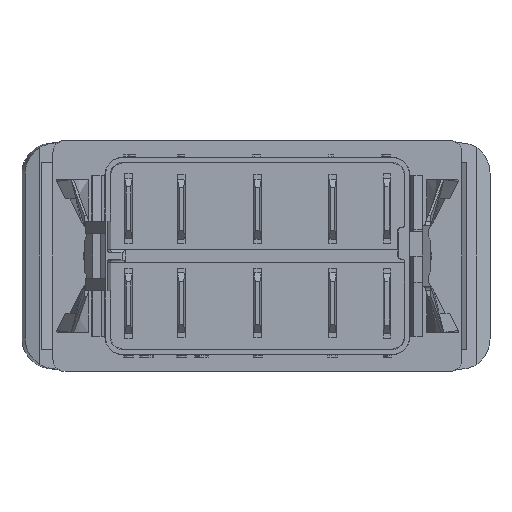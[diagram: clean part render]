
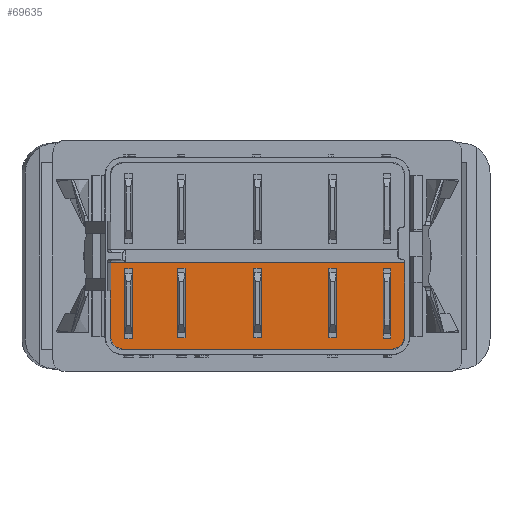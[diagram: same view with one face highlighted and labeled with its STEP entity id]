
A CAD part, front view. The second image highlights one B-rep face of the part: STEP entity #69635.
In plain terms, the highlighted planar face has unit normal (0, -1, 0).
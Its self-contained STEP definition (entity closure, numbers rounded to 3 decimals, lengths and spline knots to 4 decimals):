
#22397=DIRECTION('',(1.,0.,0.));
#22398=VECTOR('',#22397,1.1104);
#22399=CARTESIAN_POINT('',(-0.5552,-0.595,-0.3872));
#22400=LINE('',#22399,#22398);
#22401=DIRECTION('',(0.,0.,-1.));
#22402=VECTOR('',#22401,0.3072);
#22403=CARTESIAN_POINT('',(-0.6102,-0.595,-0.025));
#22404=LINE('',#22403,#22402);
#22405=DIRECTION('',(1.,0.,0.));
#22406=VECTOR('',#22405,1.2203);
#22407=CARTESIAN_POINT('',(-0.6102,-0.595,-0.025));
#22408=LINE('',#22407,#22406);
#22409=DIRECTION('',(0.,0.,1.));
#22410=VECTOR('',#22409,0.3072);
#22411=CARTESIAN_POINT('',(0.6102,-0.595,-0.3322));
#22412=LINE('',#22411,#22410);
#22413=DIRECTION('',(0.,0.,1.));
#22414=VECTOR('',#22413,0.29);
#22415=CARTESIAN_POINT('',(-0.015,-0.595,-0.34));
#22416=LINE('',#22415,#22414);
#22417=DIRECTION('',(-1.,0.,0.));
#22418=VECTOR('',#22417,0.031);
#22419=CARTESIAN_POINT('',(0.016,-0.595,-0.34));
#22420=LINE('',#22419,#22418);
#22421=DIRECTION('',(0.,0.,1.));
#22422=VECTOR('',#22421,0.29);
#22423=CARTESIAN_POINT('',(0.016,-0.595,-0.34));
#22424=LINE('',#22423,#22422);
#22425=DIRECTION('',(-1.,0.,0.));
#22426=VECTOR('',#22425,0.031);
#22427=CARTESIAN_POINT('',(0.016,-0.595,-0.05));
#22428=LINE('',#22427,#22426);
#22429=DIRECTION('',(0.,0.,1.));
#22430=VECTOR('',#22429,0.29);
#22431=CARTESIAN_POINT('',(0.297,-0.595,-0.34));
#22432=LINE('',#22431,#22430);
#22433=DIRECTION('',(-1.,0.,0.));
#22434=VECTOR('',#22433,0.031);
#22435=CARTESIAN_POINT('',(0.328,-0.595,-0.34));
#22436=LINE('',#22435,#22434);
#22437=DIRECTION('',(0.,0.,1.));
#22438=VECTOR('',#22437,0.29);
#22439=CARTESIAN_POINT('',(0.328,-0.595,-0.34));
#22440=LINE('',#22439,#22438);
#22441=DIRECTION('',(-1.,0.,0.));
#22442=VECTOR('',#22441,0.031);
#22443=CARTESIAN_POINT('',(0.328,-0.595,-0.05));
#22444=LINE('',#22443,#22442);
#22445=DIRECTION('',(0.,0.,-1.));
#22446=VECTOR('',#22445,0.29);
#22447=CARTESIAN_POINT('',(-0.301,-0.595,-0.05));
#22448=LINE('',#22447,#22446);
#22449=DIRECTION('',(1.,0.,0.));
#22450=VECTOR('',#22449,0.031);
#22451=CARTESIAN_POINT('',(-0.332,-0.595,-0.05));
#22452=LINE('',#22451,#22450);
#22453=DIRECTION('',(0.,0.,-1.));
#22454=VECTOR('',#22453,0.29);
#22455=CARTESIAN_POINT('',(-0.332,-0.595,-0.05));
#22456=LINE('',#22455,#22454);
#22457=DIRECTION('',(1.,0.,0.));
#22458=VECTOR('',#22457,0.031);
#22459=CARTESIAN_POINT('',(-0.332,-0.595,-0.34));
#22460=LINE('',#22459,#22458);
#22461=DIRECTION('',(0.,0.,-1.));
#22462=VECTOR('',#22461,0.29);
#22463=CARTESIAN_POINT('',(0.5535,-0.595,-0.052));
#22464=LINE('',#22463,#22462);
#22465=DIRECTION('',(-1.,0.,0.));
#22466=VECTOR('',#22465,0.031);
#22467=CARTESIAN_POINT('',(0.5535,-0.595,-0.052));
#22468=LINE('',#22467,#22466);
#22469=DIRECTION('',(0.,0.,-1.));
#22470=VECTOR('',#22469,0.29);
#22471=CARTESIAN_POINT('',(0.5225,-0.595,-0.052));
#22472=LINE('',#22471,#22470);
#22473=DIRECTION('',(1.,0.,0.));
#22474=VECTOR('',#22473,0.031);
#22475=CARTESIAN_POINT('',(0.5225,-0.595,-0.342));
#22476=LINE('',#22475,#22474);
#22477=DIRECTION('',(0.,0.,-1.));
#22478=VECTOR('',#22477,0.29);
#22479=CARTESIAN_POINT('',(-0.5205,-0.595,-0.053));
#22480=LINE('',#22479,#22478);
#22481=DIRECTION('',(-1.,0.,0.));
#22482=VECTOR('',#22481,0.031);
#22483=CARTESIAN_POINT('',(-0.5205,-0.595,-0.053));
#22484=LINE('',#22483,#22482);
#22485=DIRECTION('',(0.,0.,-1.));
#22486=VECTOR('',#22485,0.29);
#22487=CARTESIAN_POINT('',(-0.5515,-0.595,-0.053));
#22488=LINE('',#22487,#22486);
#22489=DIRECTION('',(1.,0.,0.));
#22490=VECTOR('',#22489,0.031);
#22491=CARTESIAN_POINT('',(-0.5515,-0.595,-0.343));
#22492=LINE('',#22491,#22490);
#22509=CARTESIAN_POINT('',(0.5552,-0.595,-0.3872));
#22510=CARTESIAN_POINT('',(0.5644,-0.595,-0.3872));
#22511=CARTESIAN_POINT('',(0.5787,-0.595,-0.3832));
#22512=CARTESIAN_POINT('',(0.5949,-0.595,-0.3719));
#22513=CARTESIAN_POINT('',(0.6062,-0.595,-0.3557));
#22514=CARTESIAN_POINT('',(0.6102,-0.595,-0.3414));
#22515=CARTESIAN_POINT('',(0.6102,-0.595,-0.3322));
#22533=CARTESIAN_POINT('',(-0.6102,-0.595,-0.3322));
#22534=CARTESIAN_POINT('',(-0.6102,-0.595,-0.3414));
#22535=CARTESIAN_POINT('',(-0.6062,-0.595,-0.3557));
#22536=CARTESIAN_POINT('',(-0.5949,-0.595,-0.3719));
#22537=CARTESIAN_POINT('',(-0.5787,-0.595,-0.3832));
#22538=CARTESIAN_POINT('',(-0.5644,-0.595,-0.3872));
#22539=CARTESIAN_POINT('',(-0.5552,-0.595,-0.3872));
#29440=CARTESIAN_POINT('',(-0.6102,-0.595,-0.025));
#29441=CARTESIAN_POINT('',(0.6102,-0.595,-0.025));
#29442=VERTEX_POINT('',#29440);
#29443=VERTEX_POINT('',#29441);
#29469=CARTESIAN_POINT('',(0.6102,-0.595,-0.3322));
#29471=VERTEX_POINT('',#29469);
#29473=CARTESIAN_POINT('',(0.5552,-0.595,-0.3872));
#29475=VERTEX_POINT('',#29473);
#29485=CARTESIAN_POINT('',(-0.5552,-0.595,-0.3872));
#29487=VERTEX_POINT('',#29485);
#29489=CARTESIAN_POINT('',(-0.6102,-0.595,-0.3322));
#29491=VERTEX_POINT('',#29489);
#32372=CARTESIAN_POINT('',(-0.015,-0.595,-0.34));
#32373=CARTESIAN_POINT('',(-0.015,-0.595,-0.05));
#32374=VERTEX_POINT('',#32372);
#32375=VERTEX_POINT('',#32373);
#32376=CARTESIAN_POINT('',(0.016,-0.595,-0.34));
#32377=CARTESIAN_POINT('',(0.016,-0.595,-0.05));
#32378=VERTEX_POINT('',#32376);
#32379=VERTEX_POINT('',#32377);
#32728=CARTESIAN_POINT('',(0.297,-0.595,-0.34));
#32729=CARTESIAN_POINT('',(0.297,-0.595,-0.05));
#32730=VERTEX_POINT('',#32728);
#32731=VERTEX_POINT('',#32729);
#32732=CARTESIAN_POINT('',(0.328,-0.595,-0.34));
#32733=CARTESIAN_POINT('',(0.328,-0.595,-0.05));
#32734=VERTEX_POINT('',#32732);
#32735=VERTEX_POINT('',#32733);
#32960=CARTESIAN_POINT('',(-0.301,-0.595,-0.05));
#32961=CARTESIAN_POINT('',(-0.301,-0.595,-0.34));
#32962=VERTEX_POINT('',#32960);
#32963=VERTEX_POINT('',#32961);
#32964=CARTESIAN_POINT('',(-0.332,-0.595,-0.05));
#32965=CARTESIAN_POINT('',(-0.332,-0.595,-0.34));
#32966=VERTEX_POINT('',#32964);
#32967=VERTEX_POINT('',#32965);
#33096=CARTESIAN_POINT('',(0.5535,-0.595,-0.052));
#33097=CARTESIAN_POINT('',(0.5535,-0.595,-0.342));
#33098=VERTEX_POINT('',#33096);
#33099=VERTEX_POINT('',#33097);
#33100=CARTESIAN_POINT('',(0.5225,-0.595,-0.052));
#33101=CARTESIAN_POINT('',(0.5225,-0.595,-0.342));
#33102=VERTEX_POINT('',#33100);
#33103=VERTEX_POINT('',#33101);
#33192=CARTESIAN_POINT('',(-0.5205,-0.595,-0.053));
#33193=CARTESIAN_POINT('',(-0.5205,-0.595,-0.343));
#33194=VERTEX_POINT('',#33192);
#33195=VERTEX_POINT('',#33193);
#33196=CARTESIAN_POINT('',(-0.5515,-0.595,-0.053));
#33197=CARTESIAN_POINT('',(-0.5515,-0.595,-0.343));
#33198=VERTEX_POINT('',#33196);
#33199=VERTEX_POINT('',#33197);
#69568=CARTESIAN_POINT('',(0.,-0.595,0.));
#69569=DIRECTION('',(0.,-1.,0.));
#69570=DIRECTION('',(1.,0.,0.));
#69571=AXIS2_PLACEMENT_3D('',#69568,#69569,#69570);
#69572=PLANE('',#69571);
#69574=ORIENTED_EDGE('',*,*,#69573,.F.);
#69576=ORIENTED_EDGE('',*,*,#69575,.F.);
#69578=ORIENTED_EDGE('',*,*,#69577,.F.);
#69580=ORIENTED_EDGE('',*,*,#69579,.F.);
#69581=ORIENTED_EDGE('',*,*,#69561,.T.);
#69582=ORIENTED_EDGE('',*,*,#69444,.F.);
#69583=EDGE_LOOP('',(#69574,#69576,#69578,#69580,#69581,#69582));
#69584=FACE_OUTER_BOUND('',#69583,.F.);
#69586=ORIENTED_EDGE('',*,*,#69585,.F.);
#69588=ORIENTED_EDGE('',*,*,#69587,.F.);
#69590=ORIENTED_EDGE('',*,*,#69589,.T.);
#69592=ORIENTED_EDGE('',*,*,#69591,.T.);
#69593=EDGE_LOOP('',(#69586,#69588,#69590,#69592));
#69594=FACE_BOUND('',#69593,.F.);
#69596=ORIENTED_EDGE('',*,*,#69595,.F.);
#69598=ORIENTED_EDGE('',*,*,#69597,.F.);
#69600=ORIENTED_EDGE('',*,*,#69599,.T.);
#69602=ORIENTED_EDGE('',*,*,#69601,.T.);
#69603=EDGE_LOOP('',(#69596,#69598,#69600,#69602));
#69604=FACE_BOUND('',#69603,.F.);
#69606=ORIENTED_EDGE('',*,*,#69605,.F.);
#69608=ORIENTED_EDGE('',*,*,#69607,.F.);
#69610=ORIENTED_EDGE('',*,*,#69609,.T.);
#69612=ORIENTED_EDGE('',*,*,#69611,.T.);
#69613=EDGE_LOOP('',(#69606,#69608,#69610,#69612));
#69614=FACE_BOUND('',#69613,.F.);
#69616=ORIENTED_EDGE('',*,*,#69615,.F.);
#69618=ORIENTED_EDGE('',*,*,#69617,.T.);
#69620=ORIENTED_EDGE('',*,*,#69619,.T.);
#69622=ORIENTED_EDGE('',*,*,#69621,.T.);
#69623=EDGE_LOOP('',(#69616,#69618,#69620,#69622));
#69624=FACE_BOUND('',#69623,.F.);
#69626=ORIENTED_EDGE('',*,*,#69625,.F.);
#69628=ORIENTED_EDGE('',*,*,#69627,.T.);
#69630=ORIENTED_EDGE('',*,*,#69629,.T.);
#69632=ORIENTED_EDGE('',*,*,#69631,.T.);
#69633=EDGE_LOOP('',(#69626,#69628,#69630,#69632));
#69634=FACE_BOUND('',#69633,.F.);
#22516=B_SPLINE_CURVE_WITH_KNOTS('',3,(#22509,#22510,#22511,#22512,#22513,
#22514,#22515),.UNSPECIFIED.,.F.,.F.,(4,1,1,1,4),(0.,0.25,0.5,0.75,
1.),.UNSPECIFIED.);
#22540=B_SPLINE_CURVE_WITH_KNOTS('',3,(#22533,#22534,#22535,#22536,#22537,
#22538,#22539),.UNSPECIFIED.,.F.,.F.,(4,1,1,1,4),(0.,0.25,0.5,0.75,
1.),.UNSPECIFIED.);
#69444=EDGE_CURVE('',#29471,#29443,#22412,.T.);
#69561=EDGE_CURVE('',#29442,#29443,#22408,.T.);
#69573=EDGE_CURVE('',#29475,#29471,#22516,.T.);
#69575=EDGE_CURVE('',#29487,#29475,#22400,.T.);
#69577=EDGE_CURVE('',#29491,#29487,#22540,.T.);
#69579=EDGE_CURVE('',#29442,#29491,#22404,.T.);
#69585=EDGE_CURVE('',#32374,#32375,#22416,.T.);
#69587=EDGE_CURVE('',#32378,#32374,#22420,.T.);
#69589=EDGE_CURVE('',#32378,#32379,#22424,.T.);
#69591=EDGE_CURVE('',#32379,#32375,#22428,.T.);
#69595=EDGE_CURVE('',#32730,#32731,#22432,.T.);
#69597=EDGE_CURVE('',#32734,#32730,#22436,.T.);
#69599=EDGE_CURVE('',#32734,#32735,#22440,.T.);
#69601=EDGE_CURVE('',#32735,#32731,#22444,.T.);
#69605=EDGE_CURVE('',#32962,#32963,#22448,.T.);
#69607=EDGE_CURVE('',#32966,#32962,#22452,.T.);
#69609=EDGE_CURVE('',#32966,#32967,#22456,.T.);
#69611=EDGE_CURVE('',#32967,#32963,#22460,.T.);
#69615=EDGE_CURVE('',#33098,#33099,#22464,.T.);
#69617=EDGE_CURVE('',#33098,#33102,#22468,.T.);
#69619=EDGE_CURVE('',#33102,#33103,#22472,.T.);
#69621=EDGE_CURVE('',#33103,#33099,#22476,.T.);
#69625=EDGE_CURVE('',#33194,#33195,#22480,.T.);
#69627=EDGE_CURVE('',#33194,#33198,#22484,.T.);
#69629=EDGE_CURVE('',#33198,#33199,#22488,.T.);
#69631=EDGE_CURVE('',#33199,#33195,#22492,.T.);
#69635=ADVANCED_FACE('',(#69584,#69594,#69604,#69614,#69624,#69634),#69572,.T.);
